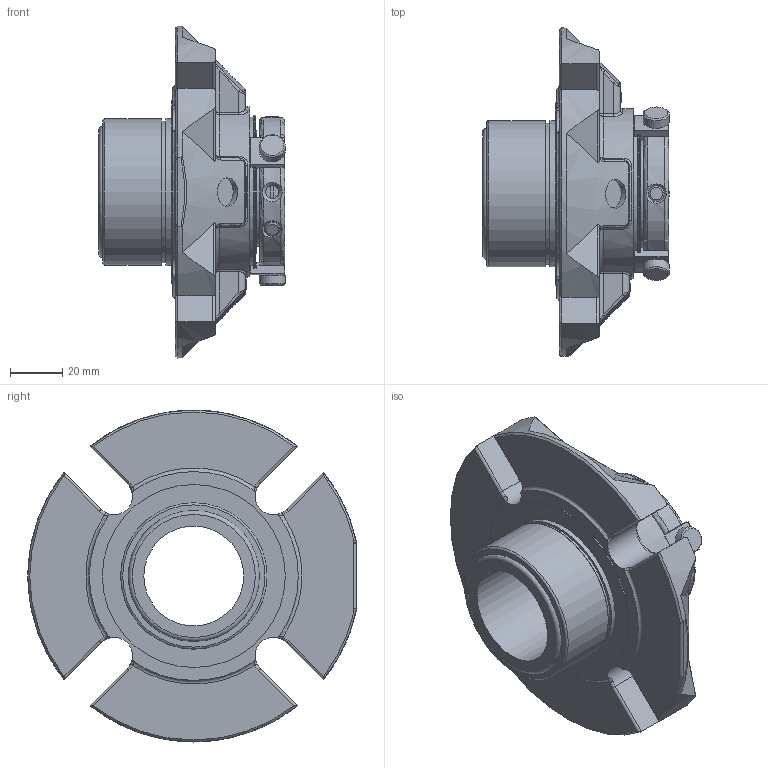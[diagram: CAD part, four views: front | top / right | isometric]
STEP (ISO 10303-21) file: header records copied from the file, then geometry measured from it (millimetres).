
FILE_DESCRIPTION(/* description */ ('Unknown'),/* implementation_level */ '2;1');
FILE_NAME(/* name */ '1.500',/* time_stamp */ '2023-02-14T15:55:08+00:00',/* author */ ('Unknown'),/* organization */ ('Unknown'),/* preprocessor_version */ 'ST-DEVELOPER v16.7',/* originating_system */ 'Solid Edge',/* authorisation */ 'Unknown');
FILE_SCHEMA (('AUTOMOTIVE_DESIGN {1 0 10303 214 3 1 1}'));
Length unit declared in the file: millimetre
Products named in the file (1): 1.500
Bounding box: 71.27 x 125.37 x 126.75 mm (x, y, z)
Volume: 240521.5 mm3; surface area: 51122.1 mm2
Topology: 1 solids, 1 shells, 520 faces, 1337 edges, 854 vertices
Faces by surface type: plane 213, cylinder 142, bspline 76, torus 59, cone 30
Full cylindrical faces by diameter (mm): 2.821 x1, 5 x2, 6 x6, 10 x3, 10.998 x3, 38.1 x1, 41.25 x1, 46.609 x1, 50.038 x1, 54.026 x1, 55.829 x1, 55.88 x1, 57.099 x1, 58.623 x1, 65 x1, 69.85 x1
Entity records: 21796 total; most frequent: CARTESIAN_POINT 6644, ORIENTED_EDGE 2486, DIRECTION 2147, EDGE_CURVE 1243, AXIS2_PLACEMENT_3D 827, VERTEX_POINT 820, EDGE_LOOP 617, FACE_BOUND 617
